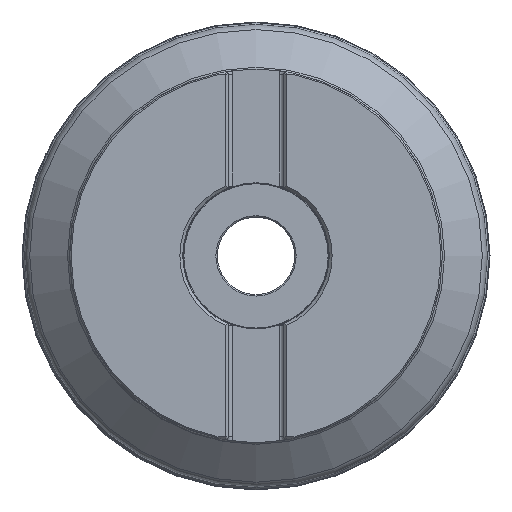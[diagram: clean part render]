
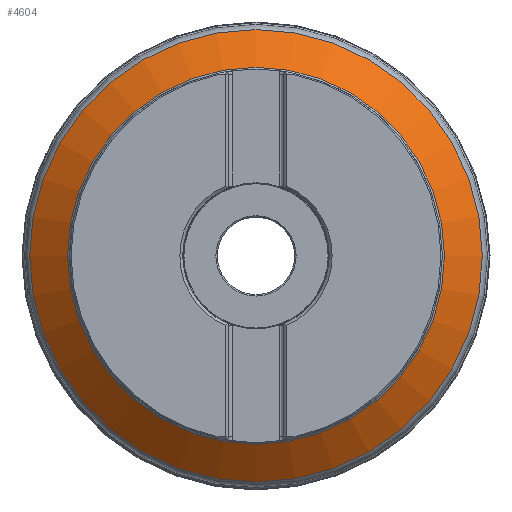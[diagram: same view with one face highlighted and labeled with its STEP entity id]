
A CAD part, top view. The second image highlights one B-rep face of the part: STEP entity #4604.
In plain terms, the highlighted conical face has half-angle 50 degrees and reference radius 65 mm.
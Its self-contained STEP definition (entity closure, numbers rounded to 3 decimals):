
#4526=CONICAL_SURFACE('',#27195,65.,50.);
#4604=ADVANCED_FACE('',(#8522,#8523),#4526,.T.);
#8522=FACE_BOUND('',#8779,.T.);
#8523=FACE_BOUND('',#8780,.T.);
#8779=EDGE_LOOP('',(#10715));
#8780=EDGE_LOOP('',(#10716));
#10715=ORIENTED_EDGE('',*,*,#20969,.T.);
#10716=ORIENTED_EDGE('',*,*,#20968,.T.);
#18601=VERTEX_POINT('',#35670);
#18602=VERTEX_POINT('',#35673);
#20968=EDGE_CURVE('',#18601,#18601,#24912,.T.);
#20969=EDGE_CURVE('',#18602,#18602,#24913,.T.);
#24912=CIRCLE('',#27192,78.914);
#24913=CIRCLE('',#27194,65.714);
#27192=AXIS2_PLACEMENT_3D('',#35669,#29724,#29725);
#27194=AXIS2_PLACEMENT_3D('',#35672,#29728,#29729);
#27195=AXIS2_PLACEMENT_3D('',#35674,#29730,#29731);
#29724=DIRECTION('',(0.,0.,1.));
#29725=DIRECTION('',(1.,0.,0.));
#29728=DIRECTION('',(0.,0.,-1.));
#29729=DIRECTION('',(-1.,0.,0.));
#29730=DIRECTION('',(0.,0.,-1.));
#29731=DIRECTION('',(-1.,0.,0.));
#35669=CARTESIAN_POINT('',(0.,0.,-27.675));
#35670=CARTESIAN_POINT('',(78.914,0.,-27.675));
#35672=CARTESIAN_POINT('',(0.,0.,-16.599));
#35673=CARTESIAN_POINT('',(-65.714,0.,-16.599));
#35674=CARTESIAN_POINT('',(0.,0.,-16.));
